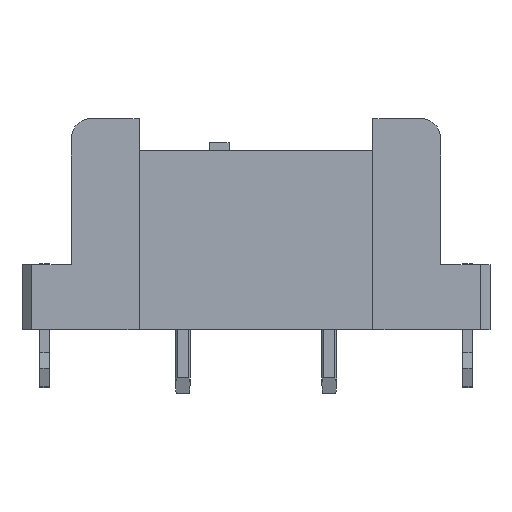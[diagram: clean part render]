
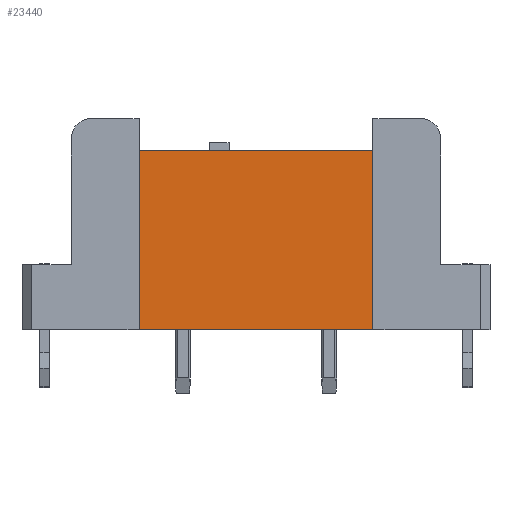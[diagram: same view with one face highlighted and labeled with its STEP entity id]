
A CAD part, front view. The second image highlights one B-rep face of the part: STEP entity #23440.
In plain terms, the highlighted planar face has unit normal (0, -1, 0).
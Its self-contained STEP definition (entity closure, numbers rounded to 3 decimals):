
#7270=CARTESIAN_POINT('',(6.09,-3.2,
9.35));
#7280=VERTEX_POINT('',#7270);
#7310=CARTESIAN_POINT('',(-30.19,-3.2,
9.35));
#7320=DIRECTION('',(1.,0.,0.));
#7330=VECTOR('',#7320,1.);
#7340=LINE('',#7310,#7330);
#7350=CARTESIAN_POINT('',(-6.09,-3.2,9.35));
#7360=VERTEX_POINT('',#7350);
#7370=EDGE_CURVE('',#7360,#7280,#7340,.T.);
#22400=CARTESIAN_POINT('',(-6.09,-3.2,6.6));
#22410=DIRECTION('',(-0.,0.,-1.));
#22420=VECTOR('',#22410,1.);
#22430=LINE('',#22400,#22420);
#22440=CARTESIAN_POINT('',(-6.09,-3.2,0.));
#22450=VERTEX_POINT('',#22440);
#22460=EDGE_CURVE('',#7360,#22450,#22430,.T.);
#23210=CARTESIAN_POINT('',(6.395,-3.2,
9.584));
#23220=DIRECTION('',(-0.,-1.,-0.));
#23230=DIRECTION('',(-1.,0.,0.));
#23240=AXIS2_PLACEMENT_3D('',#23210,#23220,#23230);
#23250=PLANE('',#23240);
#23260=CARTESIAN_POINT('',(6.09,-3.2,6.6));
#23270=DIRECTION('',(0.,0.,1.));
#23280=VECTOR('',#23270,1.);
#23290=LINE('',#23260,#23280);
#23300=CARTESIAN_POINT('',(6.09,-3.2,0.));
#23310=VERTEX_POINT('',#23300);
#23320=EDGE_CURVE('',#23310,#7280,#23290,.T.);
#23330=ORIENTED_EDGE('',*,*,#23320,.T.);
#23340=CARTESIAN_POINT('',(-30.19,-3.2,0.));
#23350=DIRECTION('',(-1.,0.,0.));
#23360=VECTOR('',#23350,1.);
#23370=LINE('',#23340,#23360);
#23380=EDGE_CURVE('',#23310,#22450,#23370,.T.);
#23390=ORIENTED_EDGE('',*,*,#23380,.F.);
#23400=ORIENTED_EDGE('',*,*,#22460,.T.);
#23410=ORIENTED_EDGE('',*,*,#7370,.F.);
#23420=EDGE_LOOP('',(#23410,#23400,#23390,#23330));
#23430=FACE_OUTER_BOUND('',#23420,.T.);
#23440=ADVANCED_FACE('',(#23430),#23250,.T.);
